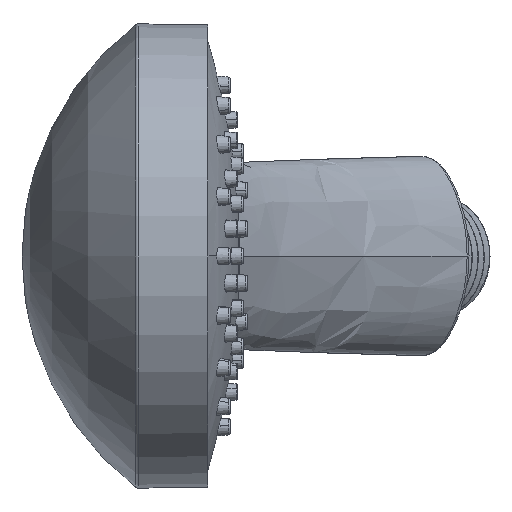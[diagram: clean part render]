
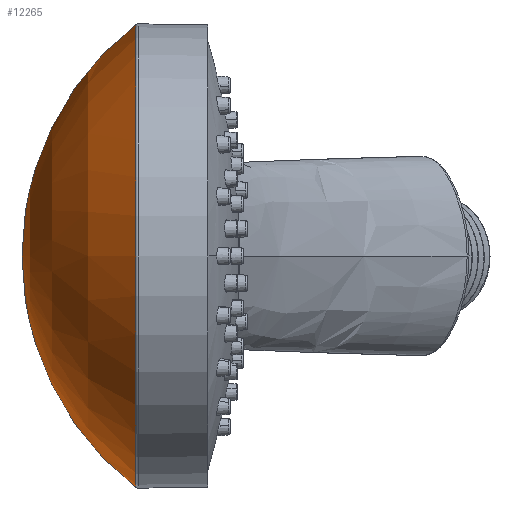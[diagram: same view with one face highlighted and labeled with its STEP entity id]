
A CAD part, left-side view. The second image highlights one B-rep face of the part: STEP entity #12265.
In plain terms, the highlighted spherical face has radius 50.538 mm.
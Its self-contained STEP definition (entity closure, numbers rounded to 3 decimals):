
#367=CARTESIAN_POINT('',(40.15,57.677,-40.15));
#368=DIRECTION('',(0.,1.,0.));
#369=DIRECTION('',(0.,0.,-1.));
#370=AXIS2_PLACEMENT_3D('',#367,#368,#369);
#3242=CARTESIAN_POINT('',(40.15,26.781,-40.15));
#3243=DIRECTION('',(-1.,0.,0.));
#3244=DIRECTION('',(0.,1.,0.));
#3245=AXIS2_PLACEMENT_3D('',#3242,#3243,#3244);
#3286=CARTESIAN_POINT('',(40.15,26.781,-40.15));
#3287=DIRECTION('',(1.,0.,0.));
#3288=DIRECTION('',(0.,1.,0.));
#3289=AXIS2_PLACEMENT_3D('',#3286,#3287,#3288);
#7542=CARTESIAN_POINT('',(40.15,57.677,-80.144));
#7543=VERTEX_POINT('',#7542);
#7544=CARTESIAN_POINT('',(40.15,57.677,-0.156));
#7545=VERTEX_POINT('',#7544);
#7656=CARTESIAN_POINT('',(40.15,77.319,-40.15));
#7657=VERTEX_POINT('',#7656);
#12255=CARTESIAN_POINT('',(40.15,26.781,-40.15));
#12256=DIRECTION('',(0.,1.,0.));
#12257=DIRECTION('',(0.,0.,1.));
#12258=AXIS2_PLACEMENT_3D('',#12255,#12256,#12257);
#12259=SPHERICAL_SURFACE('',#12258,50.538);
#12260=ORIENTED_EDGE('',*,*,#8792,.F.);
#12261=ORIENTED_EDGE('',*,*,#12241,.F.);
#12262=ORIENTED_EDGE('',*,*,#12239,.T.);
#12263=EDGE_LOOP('',(#12260,#12261,#12262));
#12264=FACE_OUTER_BOUND('',#12263,.F.);
#12265=ADVANCED_FACE('',(#12264),#12259,.T.);
#371=CIRCLE('',#370,39.994);
#3246=CIRCLE('',#3245,50.538);
#3290=CIRCLE('',#3289,50.538);
#8792=EDGE_CURVE('',#7543,#7545,#371,.T.);
#12239=EDGE_CURVE('',#7657,#7545,#3290,.T.);
#12241=EDGE_CURVE('',#7657,#7543,#3246,.T.);
